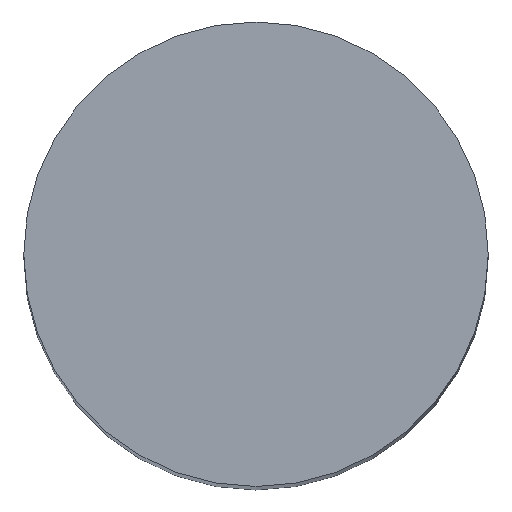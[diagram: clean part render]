
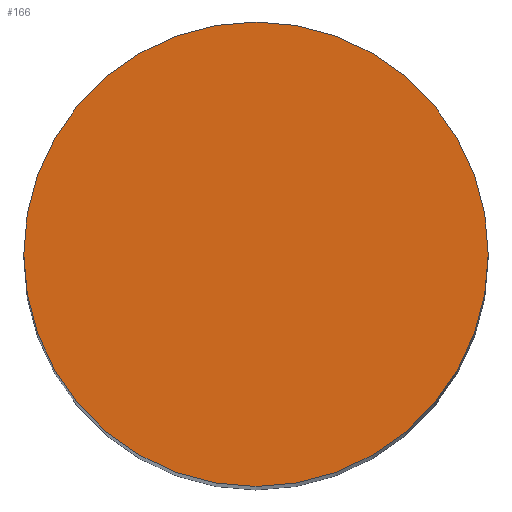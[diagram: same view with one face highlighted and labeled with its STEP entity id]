
A CAD part, top view. The second image highlights one B-rep face of the part: STEP entity #166.
In plain terms, the highlighted planar face has unit normal (0, 0, 1).
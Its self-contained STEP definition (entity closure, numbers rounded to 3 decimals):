
#166=ADVANCED_FACE('240[2]',(#437),#438,.F.);
#337=EDGE_CURVE('240[2]',#666,#666,#667,.F.);
#437=FACE_OUTER_BOUND('',#792,.T.);
#438=PLANE('',#793);
#666=VERTEX_POINT('',#1229);
#667=CIRCLE('',#1230,3.5);
#792=EDGE_LOOP('',(#1345));
#793=AXIS2_PLACEMENT_3D('',#1346,#1347,#1348);
#1229=CARTESIAN_POINT('',(-3.5,0.,31.0));
#1230=AXIS2_PLACEMENT_3D('',#1590,#1591,#1592);
#1345=ORIENTED_EDGE('',*,*,#337,.T.);
#1346=CARTESIAN_POINT('',(3.5,0.,31.0));
#1347=DIRECTION('',(0.,0.,-1.0));
#1348=DIRECTION('',(0.,1.0,0.));
#1590=CARTESIAN_POINT('',(0.,0.,31.0));
#1591=DIRECTION('',(0.,0.,-1.0));
#1592=DIRECTION('',(0.,1.0,0.));
